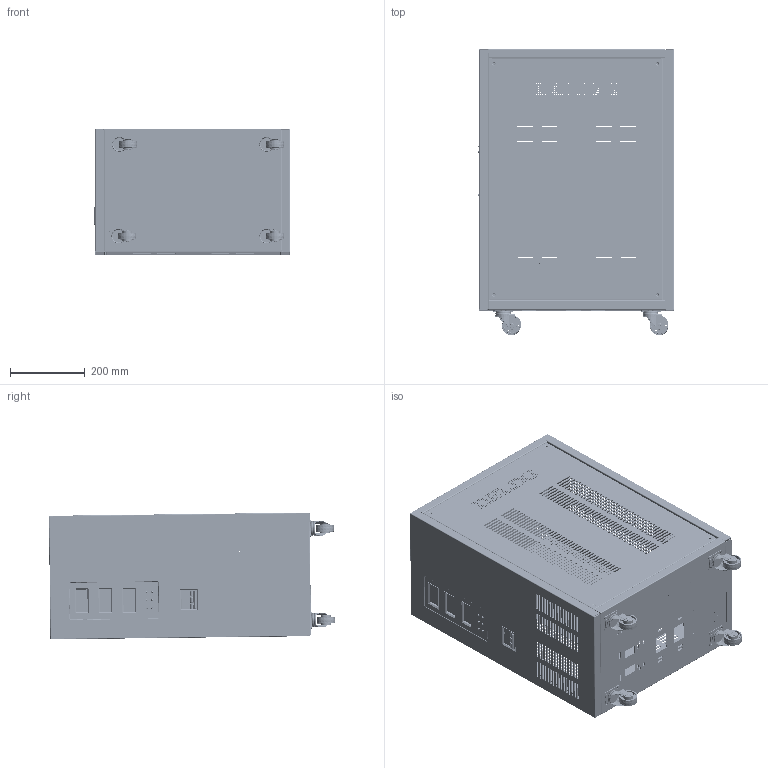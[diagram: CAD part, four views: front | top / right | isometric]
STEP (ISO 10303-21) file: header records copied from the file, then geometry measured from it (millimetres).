
FILE_DESCRIPTION (( 'STEP AP214' ), '1' );
FILE_NAME ('JJW-S3~9KVA三维图-202508.25.STEP', '2025-08-25T01:23:21', ( 'China' ), ( 'Home' ), 'SwSTEP 2.0', 'SolidWorks 2020', '' );
FILE_SCHEMA (( 'AUTOMOTIVE_DESIGN' ));
Length unit declared in the file: millimetre
Products named in the file (17): 85L17桶殤; JJW-S3~9KVA三维图-202508.25; 橾倰褐謫64.5mm; 3P剿繚ん; 1P剿繚ん1; 2P剿繚ん1; JJW-S9K奻猾啣; JJW-S9K綴啣; 硌尨腑; 褒沺筵3; JJW-S9K酘衵猾啣; 2504傷赽; JJW-S9K醱啣; 访日表; 85L17桶芛; 剿繚ん殤; JJW-S9K菁啣
Assembly tree (29 placements, depth 3):
  JJW-S3~9KVA三维图-202508.25
    JJW-S9K綴啣
    JJW-S9K醱啣
    JJW-S9K奻猾啣
    JJW-S9K酘衵猾啣  x2
    JJW-S9K菁啣
    褒沺筵3  x2
    访日表  x3
      85L17桶芛
      85L17桶殤
    3P剿繚ん
      2P剿繚ん1
      1P剿繚ん1
    剿繚ん殤
    硌尨腑  x6
    2504傷赽  x2
    橾倰褐謫64.5mm  x4
Bounding box: 523.49 x 763.96 x 338.51 mm (x, y, z)
Volume: 2917283.8 mm3; surface area: 3522093.5 mm2
Topology: 76 solids, 85 shells, 8398 faces, 22534 edges, 14579 vertices
Faces by surface type: plane 3632, cylinder 3506, bspline 588, torus 531, cone 129, sphere 12
Entity records: 181595 total; most frequent: CARTESIAN_POINT 40694, DIRECTION 27134, ORIENTED_EDGE 26790, EDGE_CURVE 13395, AXIS2_PLACEMENT_3D 9568, VERTEX_POINT 8668, LINE 7998, VECTOR 7998
